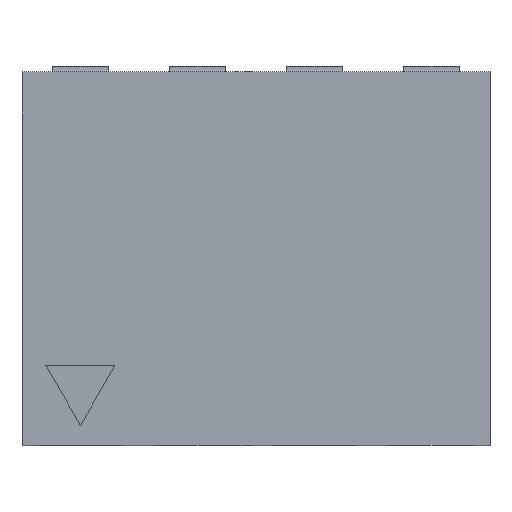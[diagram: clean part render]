
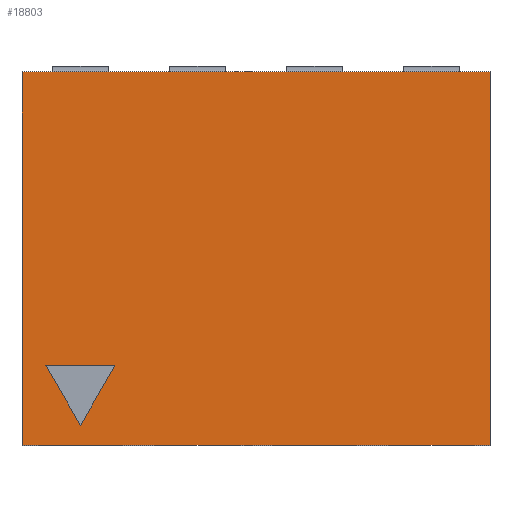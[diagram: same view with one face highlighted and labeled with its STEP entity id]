
A CAD part, top view. The second image highlights one B-rep face of the part: STEP entity #18803.
In plain terms, the highlighted planar face has unit normal (0, 0, 1).
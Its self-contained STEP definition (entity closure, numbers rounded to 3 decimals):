
#17=FACE_BOUND('',#2044,.T.);
#901=FACE_OUTER_BOUND('',#2043,.T.);
#2043=EDGE_LOOP('',(#13484,#13485,#13486,#13487));
#2044=EDGE_LOOP('',(#13488,#13489,#13490));
#3922=LINE('',#29011,#5991);
#4020=LINE('',#29205,#6089);
#4021=LINE('',#29207,#6090);
#4022=LINE('',#29208,#6091);
#4023=LINE('',#29211,#6092);
#4024=LINE('',#29213,#6093);
#4025=LINE('',#29214,#6094);
#5991=VECTOR('',#22620,1.);
#6089=VECTOR('',#22720,1.);
#6090=VECTOR('',#22723,1.);
#6091=VECTOR('',#22724,1.);
#6092=VECTOR('',#22725,1.);
#6093=VECTOR('',#22726,1.);
#6094=VECTOR('',#22727,1.);
#7998=VERTEX_POINT('',#29008);
#7999=VERTEX_POINT('',#29010);
#8046=VERTEX_POINT('',#29107);
#8094=VERTEX_POINT('',#29203);
#8095=VERTEX_POINT('',#29209);
#8096=VERTEX_POINT('',#29210);
#8097=VERTEX_POINT('',#29212);
#9946=EDGE_CURVE('',#7998,#7999,#3922,.T.);
#10044=EDGE_CURVE('',#8094,#8046,#4020,.T.);
#10045=EDGE_CURVE('',#7998,#8046,#4021,.T.);
#10046=EDGE_CURVE('',#7999,#8094,#4022,.T.);
#10047=EDGE_CURVE('',#8095,#8096,#4023,.T.);
#10048=EDGE_CURVE('',#8095,#8097,#4024,.T.);
#10049=EDGE_CURVE('',#8096,#8097,#4025,.T.);
#13484=ORIENTED_EDGE('',*,*,#10045,.T.);
#13485=ORIENTED_EDGE('',*,*,#10044,.F.);
#13486=ORIENTED_EDGE('',*,*,#10046,.F.);
#13487=ORIENTED_EDGE('',*,*,#9946,.F.);
#13488=ORIENTED_EDGE('',*,*,#10047,.F.);
#13489=ORIENTED_EDGE('',*,*,#10048,.T.);
#13490=ORIENTED_EDGE('',*,*,#10049,.F.);
#17973=PLANE('',#20106);
#18803=ADVANCED_FACE('',(#901,#17),#17973,.T.);
#20106=AXIS2_PLACEMENT_3D('',#29206,#22721,#22722);
#22620=DIRECTION('',(-1.,0.,0.));
#22720=DIRECTION('',(1.,0.,0.));
#22721=DIRECTION('center_axis',(0.,0.,1.));
#22722=DIRECTION('ref_axis',(1.,0.,0.));
#22723=DIRECTION('',(0.,1.,0.));
#22724=DIRECTION('',(0.,1.,0.));
#22725=DIRECTION('',(0.501,-0.865,0.));
#22726=DIRECTION('',(1.,0.001,0.));
#22727=DIRECTION('',(0.499,0.867,0.));
#29008=CARTESIAN_POINT('',(14.96,-4.05,5.8));
#29010=CARTESIAN_POINT('',(4.8,-4.05,5.8));
#29011=CARTESIAN_POINT('',(30.2,-4.05,5.8));
#29107=CARTESIAN_POINT('',(14.96,4.05,5.8));
#29203=CARTESIAN_POINT('',(4.8,4.05,5.8));
#29205=CARTESIAN_POINT('',(4.8,4.05,5.8));
#29206=CARTESIAN_POINT('Origin',(17.5,0.,5.8));
#29207=CARTESIAN_POINT('',(14.96,0.,5.8));
#29208=CARTESIAN_POINT('',(4.8,-4.05,5.8));
#29209=CARTESIAN_POINT('',(5.318,-2.322,5.8));
#29210=CARTESIAN_POINT('',(6.07,-3.62,5.8));
#29211=CARTESIAN_POINT('',(5.318,-2.322,5.8));
#29212=CARTESIAN_POINT('',(6.818,-2.32,5.8));
#29213=CARTESIAN_POINT('',(6.818,-2.32,5.8));
#29214=CARTESIAN_POINT('',(6.07,-3.62,5.8));
